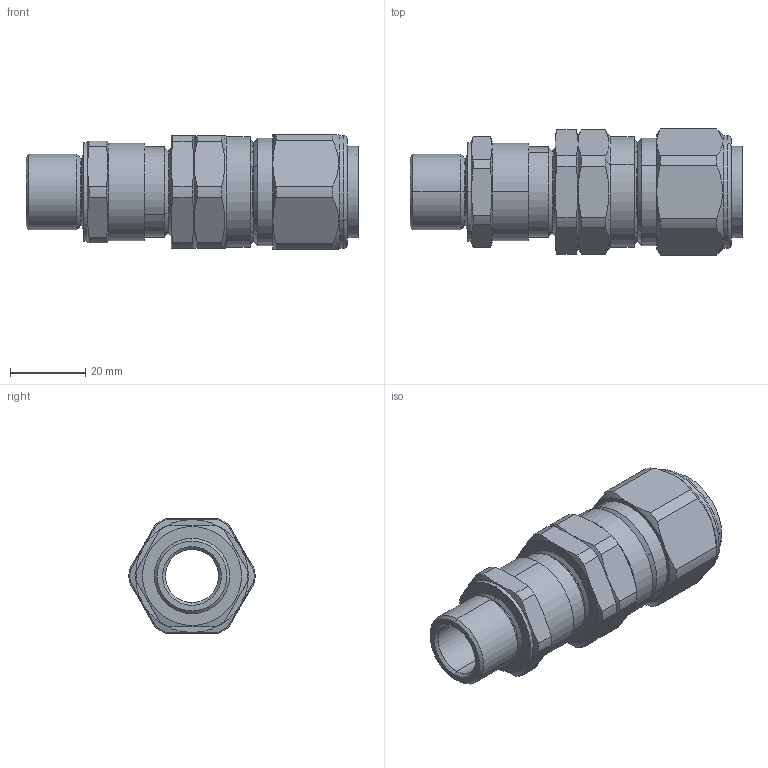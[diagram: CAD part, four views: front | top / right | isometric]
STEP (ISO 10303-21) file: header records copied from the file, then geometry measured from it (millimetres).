
FILE_DESCRIPTION (( 'STEP AP203' ), '1' );
FILE_NAME ('20E1FX1RA.STEP', '2017-03-27T11:56:20', ( '' ), ( '' ), 'SwSTEP 2.0', 'SolidWorks 2014', '' );
FILE_SCHEMA (( 'CONFIG_CONTROL_DESIGN' ));
Length unit declared in the file: millimetre
Products named in the file (1): 20E1FX1RA
Bounding box: 88.25 x 33.53 x 30.5 mm (x, y, z)
Surface area: 12416.1 mm2 (no closed solid volume)
Topology: 0 solids, 6 shells, 145 faces, 492 edges, 357 vertices
Faces by surface type: cone 57, cylinder 48, plane 34, torus 6
Entity records: 6917 total; most frequent: CARTESIAN_POINT 2755, ORIENTED_EDGE 822, DIRECTION 797, EDGE_CURVE 492, VERTEX_POINT 357, AXIS2_PLACEMENT_3D 315, EDGE_LOOP 172, CIRCLE 169
